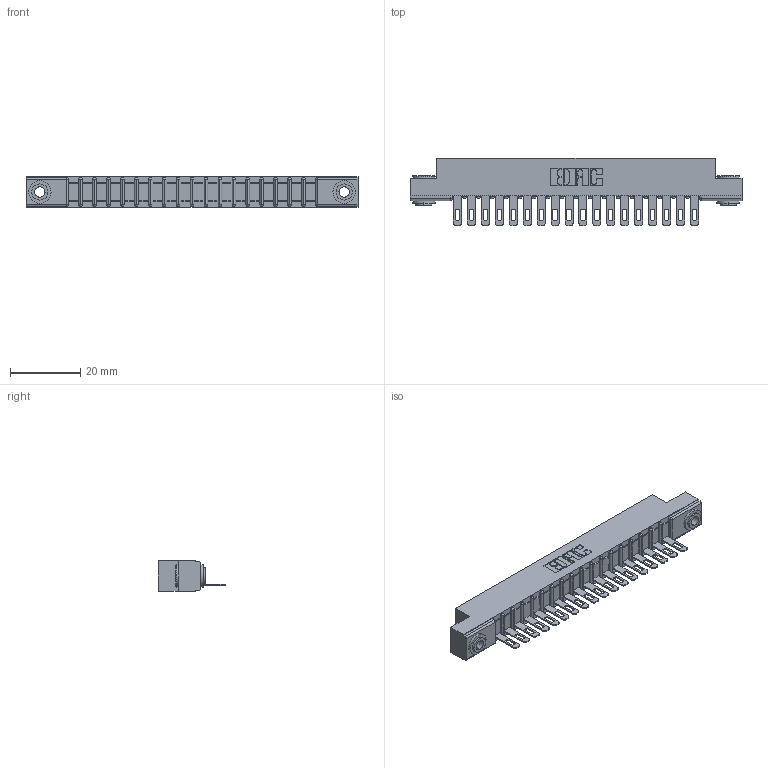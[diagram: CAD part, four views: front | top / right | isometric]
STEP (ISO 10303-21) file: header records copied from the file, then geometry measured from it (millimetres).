
FILE_DESCRIPTION (( 'STEP AP203' ), '1' );
FILE_NAME ('357-018-405-103.STEP', '2020-09-30T23:16:40', ( '' ), ( '' ), 'SwSTEP 2.0', 'SolidWorks 2020', '' );
FILE_SCHEMA (( 'CONFIG_CONTROL_DESIGN' ));
Length unit declared in the file: inch
Products named in the file (4): 357-018-405-103; 307-290-001_505; 345-250-002_345-250-002-102; 307 Part_.156 Dia Mounting Holes
Assembly tree (21 placements, depth 2):
  357-018-405-103
    307 Part_.156 Dia Mounting Holes
    307-290-001_505  x18
    345-250-002_345-250-002-102  x2
Bounding box: 94.34 x 19.18 x 8.71 mm (x, y, z)
Volume: 5991.6 mm3; surface area: 9536.6 mm2
Topology: 21 solids, 21 shells, 1197 faces, 3351 edges, 2154 vertices
Faces by surface type: plane 742, cylinder 409, sphere 38, cone 8
Entity records: 19429 total; most frequent: CARTESIAN_POINT 3241, ORIENTED_EDGE 3218, DIRECTION 3183, EDGE_CURVE 1609, VECTOR 1215, LINE 1215, VERTEX_POINT 1042, AXIS2_PLACEMENT_3D 984
